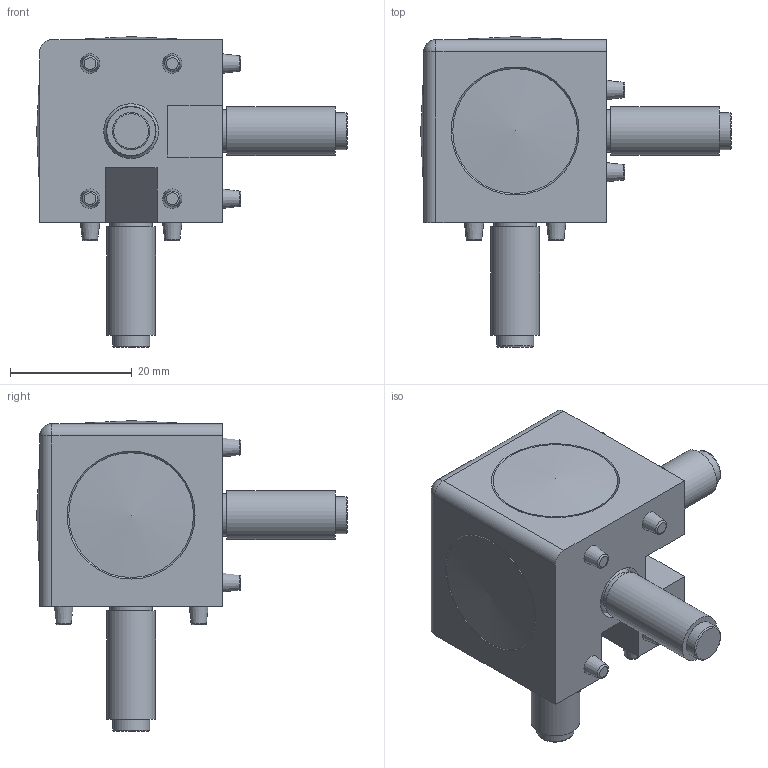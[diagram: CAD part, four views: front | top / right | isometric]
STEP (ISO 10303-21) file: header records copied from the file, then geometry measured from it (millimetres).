
FILE_DESCRIPTION(/* description */ ('STEP AP214'),/* implementation_level */ '2;1');
FILE_NAME(/* name */ '093WW304N08RS',/* time_stamp */ '2022-09-30T13:20:50+02:00',/* author */ ('License CC BY-ND 4.0'),/* organization */ ('CADENAS'),/* preprocessor_version */ 'ST-DEVELOPER v18.102',/* originating_system */ 'PARTsolutions',/* authorisation */ ' ');
FILE_SCHEMA (('AUTOMOTIVE_DESIGN {1 0 10303 214 3 1 1}'));
Length unit declared in the file: millimetre
Products named in the file (4): 093WW304N08RS; 093WW304N08RS_cap; 093WW304N08RS_screw; 093WW304N08RS_body
Assembly tree (7 placements, depth 2):
  093WW304N08RS
    093WW304N08RS_cap  x3
    093WW304N08RS_screw  x3
    093WW304N08RS_body
Bounding box: 50.99 x 50.99 x 50.99 mm (x, y, z)
Volume: 20323.9 mm3; surface area: 13766.8 mm2
Topology: 7 solids, 7 shells, 220 faces, 508 edges, 318 vertices
Faces by surface type: plane 102, cylinder 54, cone 39, torus 21, sphere 4
Full cylindrical faces by diameter (mm): 6.1 x3, 7 x3, 8 x3, 9 x3, 15.8 x3, 16.8 x3, 18 x3
Entity records: 3510 total; most frequent: CARTESIAN_POINT 650, DIRECTION 616, ORIENTED_EDGE 472, AXIS2_PLACEMENT_3D 272, EDGE_CURVE 236, FACE_BOUND 202, EDGE_LOOP 201, VERTEX_POINT 174
